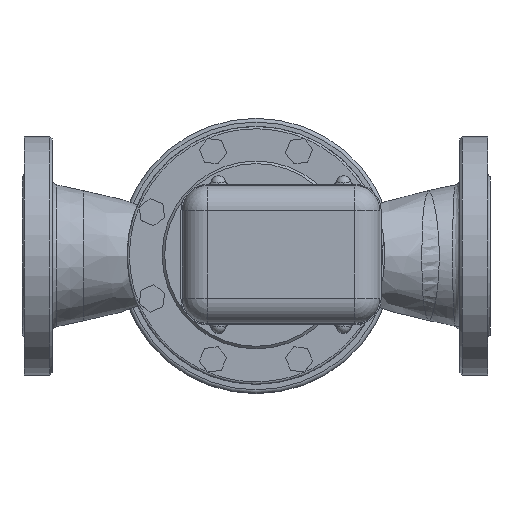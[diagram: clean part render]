
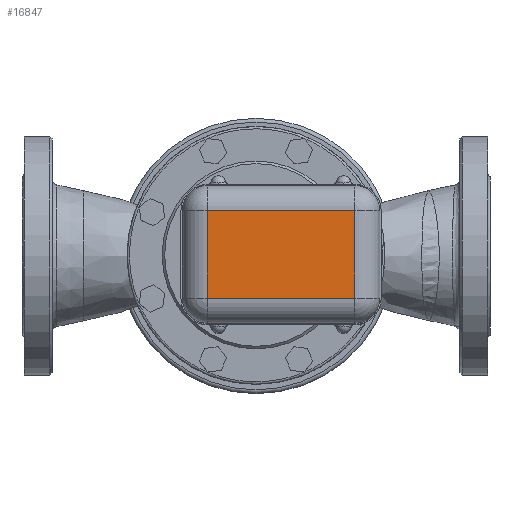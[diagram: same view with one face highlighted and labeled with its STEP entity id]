
A CAD part, top view. The second image highlights one B-rep face of the part: STEP entity #16847.
In plain terms, the highlighted planar face has unit normal (0, 0, 1).
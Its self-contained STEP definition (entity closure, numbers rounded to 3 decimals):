
#438=PLANE('',#18067);
#1139=LINE('',#29740,#2492);
#1141=LINE('',#29748,#2494);
#1143=LINE('',#29756,#2496);
#1145=LINE('',#29767,#2498);
#2492=VECTOR('',#20389,70.);
#2494=VECTOR('',#20397,118.);
#2496=VECTOR('',#20405,70.);
#2498=VECTOR('',#20421,118.);
#4249=FACE_OUTER_BOUND('',#5387,.T.);
#5387=EDGE_LOOP('',(#12569,#12570,#12571,#12572));
#7897=VERTEX_POINT('',#29737);
#7898=VERTEX_POINT('',#29739);
#7901=VERTEX_POINT('',#29747);
#7904=VERTEX_POINT('',#29755);
#9677=EDGE_CURVE('',#7897,#7898,#1139,.T.);
#9681=EDGE_CURVE('',#7898,#7901,#1141,.T.);
#9685=EDGE_CURVE('',#7901,#7904,#1143,.T.);
#9691=EDGE_CURVE('',#7904,#7897,#1145,.T.);
#12569=ORIENTED_EDGE('',*,*,#9677,.F.);
#12570=ORIENTED_EDGE('',*,*,#9691,.F.);
#12571=ORIENTED_EDGE('',*,*,#9685,.F.);
#12572=ORIENTED_EDGE('',*,*,#9681,.F.);
#16847=ADVANCED_FACE('',(#4249),#438,.T.);
#18067=AXIS2_PLACEMENT_3D('',#29793,#20452,#20453);
#20389=DIRECTION('',(0.,-1.,0.));
#20397=DIRECTION('',(-1.,0.,0.));
#20405=DIRECTION('',(0.,1.,0.));
#20421=DIRECTION('',(1.,0.,0.));
#20452=DIRECTION('center_axis',(0.,0.,
1.));
#20453=DIRECTION('ref_axis',(1.,0.,0.));
#29737=CARTESIAN_POINT('',(79.,35.,635.));
#29739=CARTESIAN_POINT('',(79.,-35.,635.));
#29740=CARTESIAN_POINT('',(79.,17.5,635.));
#29747=CARTESIAN_POINT('',(-39.,-35.,635.));
#29748=CARTESIAN_POINT('',(49.5,-35.,635.));
#29755=CARTESIAN_POINT('',(-39.,35.,635.));
#29756=CARTESIAN_POINT('',(-39.,-17.5,635.));
#29767=CARTESIAN_POINT('',(-9.5,35.,635.));
#29793=CARTESIAN_POINT('Origin',(20.,0.,
635.));
